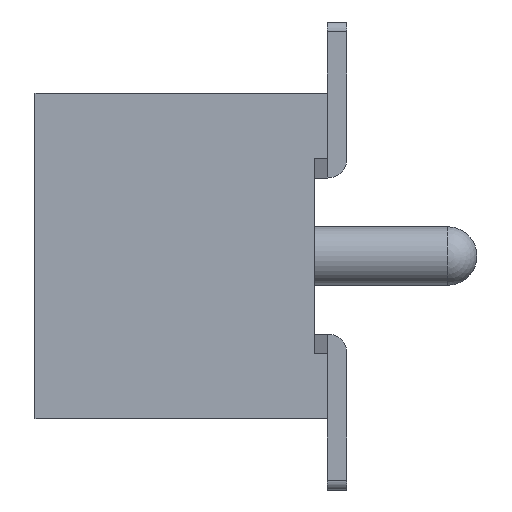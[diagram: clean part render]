
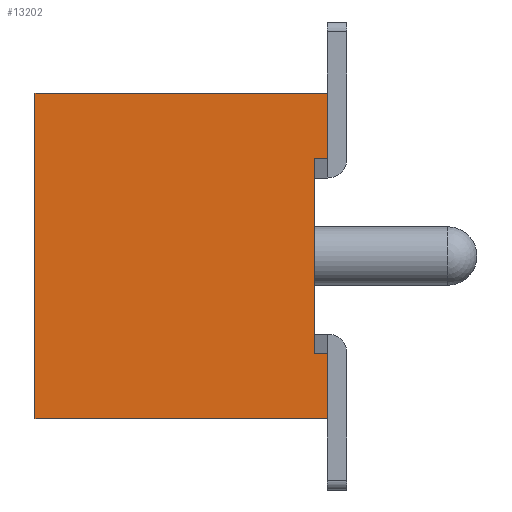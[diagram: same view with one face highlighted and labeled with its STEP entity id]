
A CAD part, left-side view. The second image highlights one B-rep face of the part: STEP entity #13202.
In plain terms, the highlighted planar face has unit normal (-1, 0, 0).
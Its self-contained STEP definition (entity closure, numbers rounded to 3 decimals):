
#16 = DIRECTION ( 'NONE',  ( 0., -1., 0. ) ) ;
#778 = ORIENTED_EDGE ( 'NONE', *, *, #14476, .T. ) ;
#1029 = CARTESIAN_POINT ( 'NONE',  ( -5.2, 0.15, 1.25 ) ) ;
#1057 = VECTOR ( 'NONE', #16, 1000. ) ;
#1200 = EDGE_CURVE ( 'NONE', #30839, #30225, #20812, .T. ) ;
#1939 = CARTESIAN_POINT ( 'NONE',  ( -5.2, 0.15, -1.25 ) ) ;
#2989 = EDGE_CURVE ( 'NONE', #29908, #30225, #5185, .T. ) ;
#4060 = ORIENTED_EDGE ( 'NONE', *, *, #21117, .T. ) ;
#4399 = LINE ( 'NONE', #31436, #20530 ) ;
#5185 = LINE ( 'NONE', #10928, #24556 ) ;
#5444 = ORIENTED_EDGE ( 'NONE', *, *, #1200, .T. ) ;
#6176 = ORIENTED_EDGE ( 'NONE', *, *, #32662, .T. ) ;
#6429 = DIRECTION ( 'NONE',  ( 0., -1., 0. ) ) ;
#6682 = VECTOR ( 'NONE', #15291, 1000. ) ;
#6931 = LINE ( 'NONE', #15267, #7451 ) ;
#7002 = DIRECTION ( 'NONE',  ( 0., 0., -1. ) ) ;
#7451 = VECTOR ( 'NONE', #42683, 1000. ) ;
#7461 = VECTOR ( 'NONE', #29062, 1000. ) ;
#7636 = FACE_OUTER_BOUND ( 'NONE', #18631, .T. ) ;
#10379 = VERTEX_POINT ( 'NONE', #21361 ) ;
#10928 = CARTESIAN_POINT ( 'NONE',  ( -5.2, 0.15, -1.25 ) ) ;
#11267 = LINE ( 'NONE', #21074, #1057 ) ;
#11294 = LINE ( 'NONE', #14298, #11798 ) ;
#11798 = VECTOR ( 'NONE', #18178, 1000. ) ;
#13202 = ADVANCED_FACE ( 'NONE', ( #7636 ), #30929, .F. ) ;
#13450 = CARTESIAN_POINT ( 'NONE',  ( -5.2, 2.4, 1.25 ) ) ;
#13757 = ORIENTED_EDGE ( 'NONE', *, *, #41454, .F. ) ;
#14298 = CARTESIAN_POINT ( 'NONE',  ( -5.2, 2.4, 1.25 ) ) ;
#14476 = EDGE_CURVE ( 'NONE', #41137, #10379, #17968, .T. ) ;
#14590 = ORIENTED_EDGE ( 'NONE', *, *, #32935, .F. ) ;
#15267 = CARTESIAN_POINT ( 'NONE',  ( -5.2, 2.4, 1.25 ) ) ;
#15291 = DIRECTION ( 'NONE',  ( 0., 0., 1. ) ) ;
#17093 = ORIENTED_EDGE ( 'NONE', *, *, #40768, .F. ) ;
#17357 = DIRECTION ( 'NONE',  ( 1., 0., 0. ) ) ;
#17968 = LINE ( 'NONE', #1029, #6682 ) ;
#18178 = DIRECTION ( 'NONE',  ( 0., 0., 1. ) ) ;
#18631 = EDGE_LOOP ( 'NONE', ( #17093, #5444, #30741, #14590, #4060, #6176, #778, #13757 ) ) ;
#18742 = LINE ( 'NONE', #18948, #7461 ) ;
#18948 = CARTESIAN_POINT ( 'NONE',  ( -5.2, -0.25, -0.75 ) ) ;
#19347 = VERTEX_POINT ( 'NONE', #42001 ) ;
#19813 = CARTESIAN_POINT ( 'NONE',  ( -5.2, 2.4, -1.25 ) ) ;
#19952 = DIRECTION ( 'NONE',  ( 0., 0., -1. ) ) ;
#20182 = VERTEX_POINT ( 'NONE', #23080 ) ;
#20530 = VECTOR ( 'NONE', #41234, 1000. ) ;
#20812 = LINE ( 'NONE', #19813, #28915 ) ;
#21074 = CARTESIAN_POINT ( 'NONE',  ( -5.2, -0.25, 0.75 ) ) ;
#21117 = EDGE_CURVE ( 'NONE', #20182, #19347, #4399, .T. ) ;
#21361 = CARTESIAN_POINT ( 'NONE',  ( -5.2, 0.15, 1.25 ) ) ;
#23080 = CARTESIAN_POINT ( 'NONE',  ( -5.2, 0.25, -0.75 ) ) ;
#23647 = CARTESIAN_POINT ( 'NONE',  ( -5.2, 0.15, -0.75 ) ) ;
#23931 = AXIS2_PLACEMENT_3D ( 'NONE', #27922, #17357, #7002 ) ;
#24271 = VERTEX_POINT ( 'NONE', #13450 ) ;
#24556 = VECTOR ( 'NONE', #19952, 1000. ) ;
#27922 = CARTESIAN_POINT ( 'NONE',  ( -5.2, 2.4, 1.25 ) ) ;
#28915 = VECTOR ( 'NONE', #6429, 1000. ) ;
#29062 = DIRECTION ( 'NONE',  ( 0., -1., 0. ) ) ;
#29908 = VERTEX_POINT ( 'NONE', #23647 ) ;
#30225 = VERTEX_POINT ( 'NONE', #1939 ) ;
#30741 = ORIENTED_EDGE ( 'NONE', *, *, #2989, .F. ) ;
#30839 = VERTEX_POINT ( 'NONE', #43563 ) ;
#30929 = PLANE ( 'NONE',  #23931 ) ;
#31436 = CARTESIAN_POINT ( 'NONE',  ( -5.2, 0.25, -0.75 ) ) ;
#32662 = EDGE_CURVE ( 'NONE', #19347, #41137, #11267, .T. ) ;
#32935 = EDGE_CURVE ( 'NONE', #20182, #29908, #18742, .T. ) ;
#37149 = CARTESIAN_POINT ( 'NONE',  ( -5.2, 0.15, 0.75 ) ) ;
#40768 = EDGE_CURVE ( 'NONE', #30839, #24271, #11294, .T. ) ;
#41137 = VERTEX_POINT ( 'NONE', #37149 ) ;
#41234 = DIRECTION ( 'NONE',  ( 0., 0., 1. ) ) ;
#41454 = EDGE_CURVE ( 'NONE', #24271, #10379, #6931, .T. ) ;
#42001 = CARTESIAN_POINT ( 'NONE',  ( -5.2, 0.25, 0.75 ) ) ;
#42683 = DIRECTION ( 'NONE',  ( 0., -1., 0. ) ) ;
#43563 = CARTESIAN_POINT ( 'NONE',  ( -5.2, 2.4, -1.25 ) ) ;
